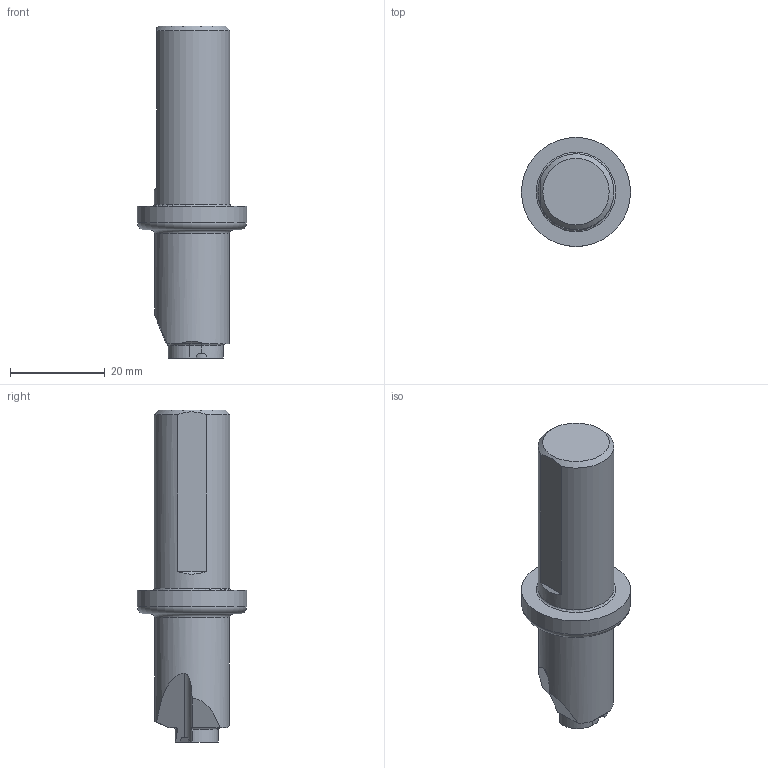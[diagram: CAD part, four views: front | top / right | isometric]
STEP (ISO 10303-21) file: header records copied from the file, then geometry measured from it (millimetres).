
FILE_DESCRIPTION(/* description */ (''),/* implementation_level */ '2;1');
FILE_NAME(/* name */ '1554466154215.stp',/* time_stamp */ '2019-04-05T14:09:27+02:00',/* author */ (''),/* organization */ ('SMS'),/* preprocessor_version */ 'ST-DEVELOPER v15',/* originating_system */ 'SIEMENS PLM Software NX 8.5',/* authorisation */ '');
FILE_SCHEMA (('AUTOMOTIVE_DESIGN { 1 0 10303 214 3 1 1 1 }'));
Length unit declared in the file: millimetre
Products named in the file (1): 111155954mod000_01
Bounding box: 23 x 23 x 70 mm (x, y, z)
Volume: 14354.9 mm3; surface area: 4245.4 mm2
Topology: 1 solids, 1 shells, 46 faces, 118 edges, 79 vertices
Faces by surface type: plane 25, cylinder 14, torus 6, cone 1
Full cylindrical faces by diameter (mm): 15.8 x1, 16 x1, 23 x1
Entity records: 1467 total; most frequent: CARTESIAN_POINT 319, DIRECTION 242, ORIENTED_EDGE 218, EDGE_CURVE 109, AXIS2_PLACEMENT_3D 98, VERTEX_POINT 74, EDGE_LOOP 55, ADVANCED_FACE 46
